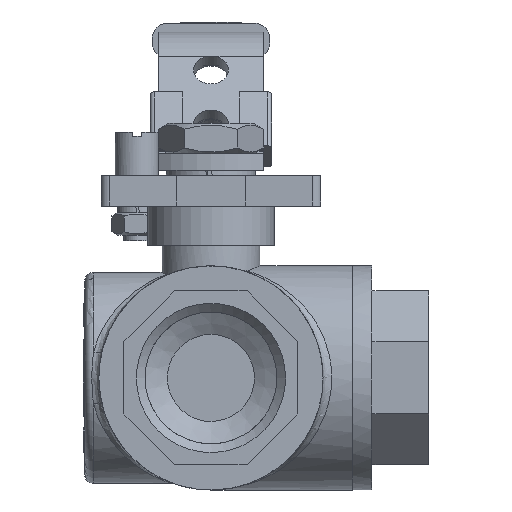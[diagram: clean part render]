
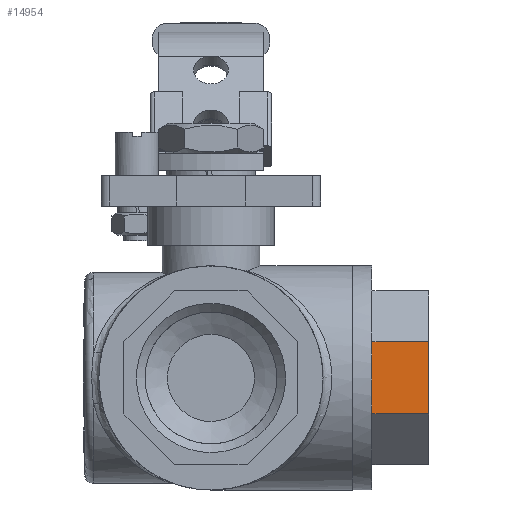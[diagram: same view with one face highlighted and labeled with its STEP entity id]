
A CAD part, left-side view. The second image highlights one B-rep face of the part: STEP entity #14954.
In plain terms, the highlighted planar face has unit normal (-1, 0, 0).
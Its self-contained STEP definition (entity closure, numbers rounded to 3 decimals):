
#14853=CARTESIAN_POINT('',(-20.,-50.,-10.973));
#14854=VERTEX_POINT('',#14853);
#14903=CARTESIAN_POINT('',(-20.,-50.,5.596));
#14904=VERTEX_POINT('',#14903);
#14911=CARTESIAN_POINT('',(-20.,-50.,5.596));
#14912=DIRECTION('',(-0.,-0.,-1.));
#14913=VECTOR('',#14912,16.569);
#14914=LINE('',#14911,#14913);
#14915=EDGE_CURVE('',#14904,#14854,#14914,.T.);
#14924=CARTESIAN_POINT('',(-20.,-37.,5.596));
#14925=DIRECTION('',(-1.,0.,0.));
#14926=DIRECTION('',(-0.,-0.,-1.));
#14927=AXIS2_PLACEMENT_3D('',#14924,#14925,#14926);
#14928=PLANE('',#14927);
#14929=CARTESIAN_POINT('',(-20.,-37.,-10.973));
#14930=VERTEX_POINT('',#14929);
#14931=CARTESIAN_POINT('',(-20.,-37.,5.596));
#14932=VERTEX_POINT('',#14931);
#14933=CARTESIAN_POINT('',(-20.,-37.,-10.973));
#14934=DIRECTION('',(0.,0.,1.));
#14935=VECTOR('',#14934,16.569);
#14936=LINE('',#14933,#14935);
#14937=EDGE_CURVE('',#14930,#14932,#14936,.T.);
#14938=ORIENTED_EDGE('',*,*,#14937,.F.);
#14939=CARTESIAN_POINT('',(-20.,-37.,-10.973));
#14940=DIRECTION('',(0.,-1.,0.));
#14941=VECTOR('',#14940,13.);
#14942=LINE('',#14939,#14941);
#14943=EDGE_CURVE('',#14930,#14854,#14942,.T.);
#14944=ORIENTED_EDGE('',*,*,#14943,.T.);
#14945=ORIENTED_EDGE('',*,*,#14915,.F.);
#14946=CARTESIAN_POINT('',(-20.,-37.,5.596));
#14947=DIRECTION('',(0.,-1.,0.));
#14948=VECTOR('',#14947,13.);
#14949=LINE('',#14946,#14948);
#14950=EDGE_CURVE('',#14932,#14904,#14949,.T.);
#14951=ORIENTED_EDGE('',*,*,#14950,.F.);
#14952=EDGE_LOOP('',(#14938,#14944,#14945,#14951));
#14953=FACE_BOUND('',#14952,.T.);
#14954=ADVANCED_FACE('',(#14953),#14928,.T.);
